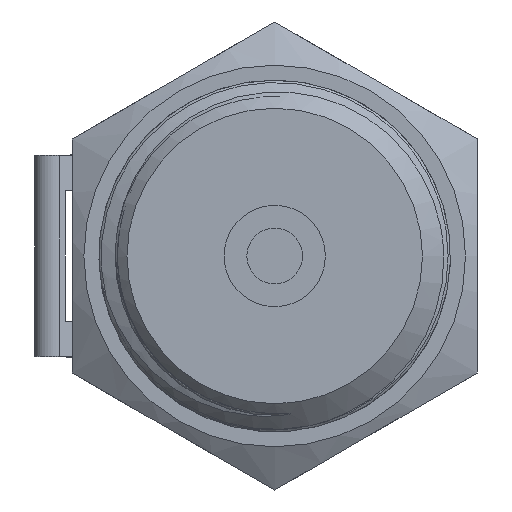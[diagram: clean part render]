
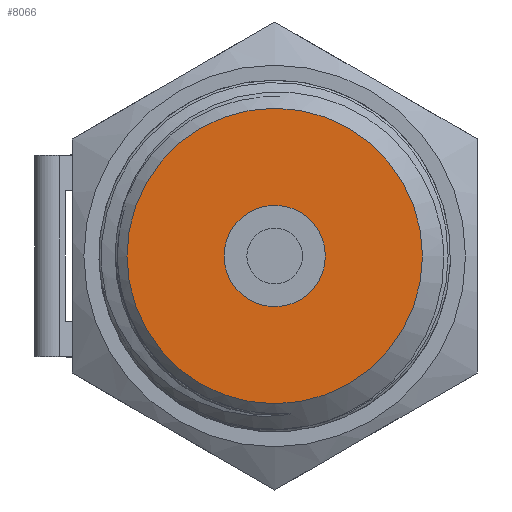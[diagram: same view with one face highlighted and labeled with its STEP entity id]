
A CAD part, left-side view. The second image highlights one B-rep face of the part: STEP entity #8066.
In plain terms, the highlighted planar face has unit normal (-1, 0, 0).
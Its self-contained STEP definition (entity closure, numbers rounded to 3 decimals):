
#391=FACE_BOUND('',#1363,.T.);
#449=PLANE('',#8421);
#867=FACE_OUTER_BOUND('',#1362,.T.);
#1362=EDGE_LOOP('',(#6850));
#1363=EDGE_LOOP('',(#6851));
#1619=CIRCLE('',#8420,3.);
#1620=CIRCLE('',#8422,8.75);
#3793=VERTEX_POINT('',#20220);
#3794=VERTEX_POINT('',#20224);
#4859=EDGE_CURVE('',#3793,#3793,#1619,.T.);
#4861=EDGE_CURVE('',#3794,#3794,#1620,.T.);
#6850=ORIENTED_EDGE('',*,*,#4861,.F.);
#6851=ORIENTED_EDGE('',*,*,#4859,.T.);
#8066=ADVANCED_FACE('',(#867,#391),#449,.T.);
#8420=AXIS2_PLACEMENT_3D('',#20221,#9232,#9233);
#8421=AXIS2_PLACEMENT_3D('',#20223,#9235,#9236);
#8422=AXIS2_PLACEMENT_3D('',#20225,#9237,#9238);
#9232=DIRECTION('center_axis',(1.,0.,0.));
#9233=DIRECTION('ref_axis',(0.,0.,-1.));
#9235=DIRECTION('center_axis',(-1.,0.,0.));
#9236=DIRECTION('ref_axis',(0.,0.,1.));
#9237=DIRECTION('center_axis',(1.,0.,0.));
#9238=DIRECTION('ref_axis',(0.,0.,-1.));
#20220=CARTESIAN_POINT('',(3.,-3.,0.));
#20221=CARTESIAN_POINT('Origin',(3.,0.,0.));
#20223=CARTESIAN_POINT('Origin',(3.,8.75,0.));
#20224=CARTESIAN_POINT('',(3.,-8.75,0.));
#20225=CARTESIAN_POINT('Origin',(3.,0.,0.));
